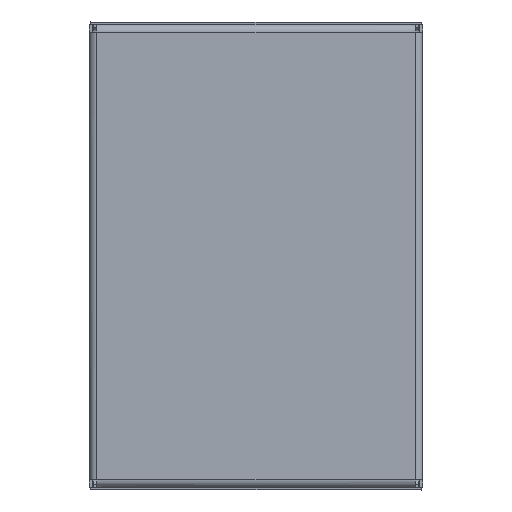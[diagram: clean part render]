
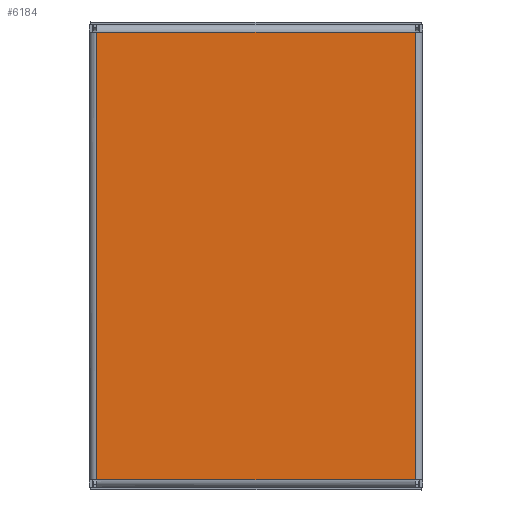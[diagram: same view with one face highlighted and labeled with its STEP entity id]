
A CAD part, front view. The second image highlights one B-rep face of the part: STEP entity #6184.
In plain terms, the highlighted free-form (B-spline) face has degree [1, 1] with [2, 2] control points.
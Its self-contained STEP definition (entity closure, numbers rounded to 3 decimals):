
#3965=CARTESIAN_POINT('V289',(692.284,
   7500.096,255.222));
#3966=VERTEX_POINT('V289',#3965);
#3980=CARTESIAN_POINT('V290',(501.484,
   7500.096,255.222));
#3981=VERTEX_POINT('V290',#3980);
#3982=CARTESIAN_POINT('E323',(692.284,
   7500.096,255.222));
#3983=CARTESIAN_POINT('E323',(501.484,
   7500.096,255.222));
#3984=QUASI_UNIFORM_CURVE('E323',1,(#3982,#3983),.POLYLINE_FORM.,.F.,
   .U.);
#3985=EDGE_CURVE('E323',#3966,#3981,#3984,.T.);
#4060=CARTESIAN_POINT('V293',(501.484,
   7500.096,523.522));
#4061=VERTEX_POINT('V293',#4060);
#4075=CARTESIAN_POINT('V294',(692.284,
   7500.096,523.522));
#4076=VERTEX_POINT('V294',#4075);
#4077=CARTESIAN_POINT('E327',(501.484,
   7500.096,523.522));
#4078=CARTESIAN_POINT('E327',(692.284,
   7500.096,523.522));
#4079=QUASI_UNIFORM_CURVE('E327',1,(#4077,#4078),.POLYLINE_FORM.,.F.,
   .U.);
#4080=EDGE_CURVE('E327',#4061,#4076,#4079,.T.);
#6146=CARTESIAN_POINT('E329',(501.484,
   7500.096,255.222));
#6147=CARTESIAN_POINT('E329',(501.484,
   7500.096,523.522));
#6148=QUASI_UNIFORM_CURVE('E329',1,(#6146,#6147),.POLYLINE_FORM.,.F.,
   .U.);
#6149=EDGE_CURVE('E329',#3981,#4061,#6148,.T.);
#6169=CARTESIAN_POINT('F49',(501.484,
   7500.096,523.522));
#6170=CARTESIAN_POINT('F49',(501.484,
   7500.096,255.222));
#6171=CARTESIAN_POINT('F49',(692.284,
   7500.096,523.522));
#6172=CARTESIAN_POINT('F49',(692.284,
   7500.096,255.222));
#6173=B_SPLINE_SURFACE_WITH_KNOTS('F49',1,1,((#6169,#6171),(#6170,
   #6172)),.PLANE_SURF.,.F.,.F.,.U.,(2,2),(2,2),(
   0.,1.406),(0.,
   1.),.UNSPECIFIED.);
#6174=ORIENTED_EDGE('E329',*,*,#6149,.F.);
#6175=ORIENTED_EDGE('E323',*,*,#3985,.F.);
#6176=CARTESIAN_POINT('E335',(692.284,
   7500.096,523.522));
#6177=CARTESIAN_POINT('E335',(692.284,
   7500.096,255.222));
#6178=QUASI_UNIFORM_CURVE('E335',1,(#6176,#6177),.POLYLINE_FORM.,.F.,
   .U.);
#6179=EDGE_CURVE('E335',#4076,#3966,#6178,.T.);
#6180=ORIENTED_EDGE('E335',*,*,#6179,.F.);
#6181=ORIENTED_EDGE('E327',*,*,#4080,.F.);
#6182=EDGE_LOOP('F49',(#6174,#6175,#6180,#6181));
#6183=FACE_OUTER_BOUND('F49',#6182,.T.);
#6184=ADVANCED_FACE('F49',(#6183),#6173,.T.);
